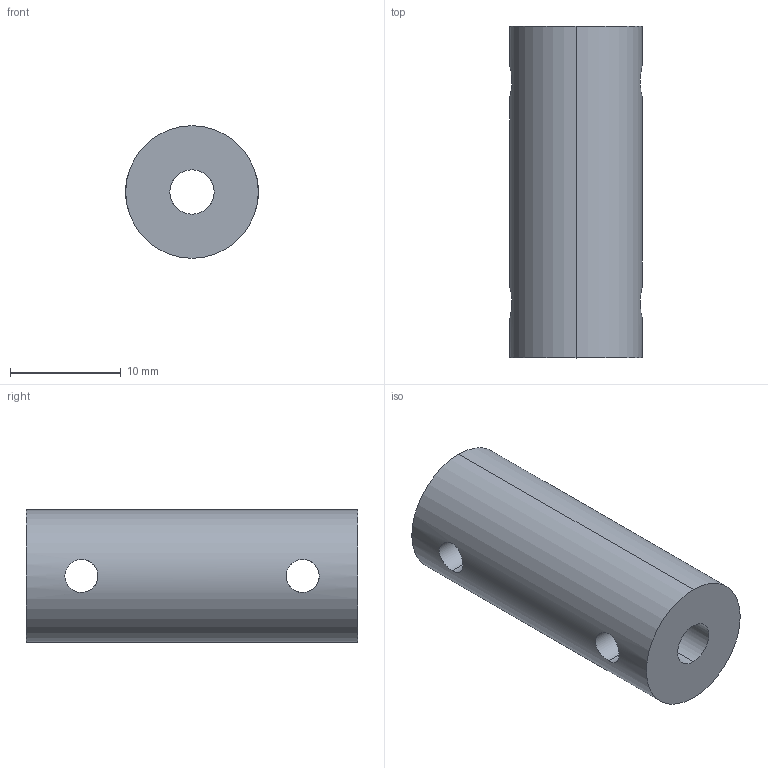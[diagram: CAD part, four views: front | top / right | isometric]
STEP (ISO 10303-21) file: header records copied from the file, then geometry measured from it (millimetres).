
FILE_DESCRIPTION (( 'STEP AP203' ), '1' );
FILE_NAME ('×åðåïàøêà.ìóôòà.STEP', '2025-11-14T15:14:20', ( '' ), ( '' ), 'SwSTEP 2.0', 'SolidWorks 2020', '' );
FILE_SCHEMA (( 'CONFIG_CONTROL_DESIGN' ));
Length unit declared in the file: millimetre
Products named in the file (1): ×åðåïàøêà.ìóôòà
Bounding box: 12 x 30 x 12 mm (x, y, z)
Volume: 2899.8 mm3; surface area: 1809 mm2
Topology: 1 solids, 1 shells, 14 faces, 36 edges, 24 vertices
Faces by surface type: cylinder 12, plane 2
Entity records: 877 total; most frequent: CARTESIAN_POINT 459, ORIENTED_EDGE 72, DIRECTION 58, EDGE_CURVE 36, EDGE_LOOP 24, VERTEX_POINT 24, AXIS2_PLACEMENT_3D 23, B_SPLINE_CURVE_WITH_KNOTS 16
